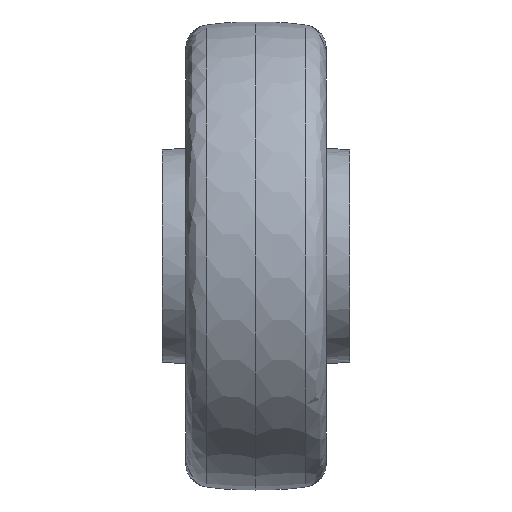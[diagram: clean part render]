
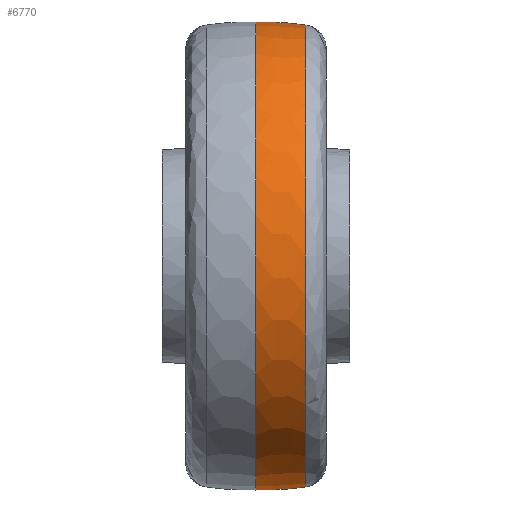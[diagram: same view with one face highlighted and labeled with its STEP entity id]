
A CAD part, front view. The second image highlights one B-rep face of the part: STEP entity #6770.
In plain terms, the highlighted toroidal (fillet/blend) face has major radius 24.98 mm and minor radius 100 mm.
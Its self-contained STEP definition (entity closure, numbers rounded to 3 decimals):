
#405 = CIRCLE ( 'NONE', #6300, 100. ) ;
#484 = DIRECTION ( 'NONE',  ( 0., 0., -1. ) ) ;
#610 = ORIENTED_EDGE ( 'NONE', *, *, #2551, .T. ) ;
#715 = CARTESIAN_POINT ( 'NONE',  ( 0., 0., -75. ) ) ;
#1498 = VERTEX_POINT ( 'NONE', #715 ) ;
#1699 = CARTESIAN_POINT ( 'NONE',  ( 16.007, 0., 0. ) ) ;
#1913 = DIRECTION ( 'NONE',  ( -1., 0., 0. ) ) ;
#1993 = CARTESIAN_POINT ( 'NONE',  ( 2.024, 0., 0. ) ) ;
#2132 = DIRECTION ( 'NONE',  ( 0., 0., 1. ) ) ;
#2153 = DIRECTION ( 'NONE',  ( 0., 1., 0. ) ) ;
#2283 = CIRCLE ( 'NONE', #4550, 75. ) ;
#2551 = EDGE_CURVE ( 'NONE', #5693, #7114, #5263, .T. ) ;
#2879 = AXIS2_PLACEMENT_3D ( 'NONE', #7539, #3942, #484 ) ;
#2934 = EDGE_LOOP ( 'NONE', ( #3157, #3686, #610, #7487 ) ) ;
#3157 = ORIENTED_EDGE ( 'NONE', *, *, #5050, .F. ) ;
#3299 = CARTESIAN_POINT ( 'NONE',  ( 2.024, 0., 24.98 ) ) ;
#3601 = FACE_OUTER_BOUND ( 'NONE', #2934, .T. ) ;
#3686 = ORIENTED_EDGE ( 'NONE', *, *, #7725, .T. ) ;
#3942 = DIRECTION ( 'NONE',  ( 0., -1., 0. ) ) ;
#4340 = TOROIDAL_SURFACE ( 'NONE', #5339, -24.98, 100. ) ;
#4550 = AXIS2_PLACEMENT_3D ( 'NONE', #6136, #6676, #7262 ) ;
#4910 = EDGE_CURVE ( 'NONE', #1498, #7114, #2283, .T. ) ;
#5014 = CARTESIAN_POINT ( 'NONE',  ( 0., 0., 75. ) ) ;
#5050 = EDGE_CURVE ( 'NONE', #6180, #1498, #405, .T. ) ;
#5263 = CIRCLE ( 'NONE', #2879, 100. ) ;
#5339 = AXIS2_PLACEMENT_3D ( 'NONE', #1993, #1913, #5621 ) ;
#5518 = CARTESIAN_POINT ( 'NONE',  ( 16.007, 0., 74.038 ) ) ;
#5621 = DIRECTION ( 'NONE',  ( 0., 0., 1. ) ) ;
#5690 = DIRECTION ( 'NONE',  ( 0., 0., 1. ) ) ;
#5693 = VERTEX_POINT ( 'NONE', #5518 ) ;
#6136 = CARTESIAN_POINT ( 'NONE',  ( 0., 0., 0. ) ) ;
#6180 = VERTEX_POINT ( 'NONE', #7454 ) ;
#6215 = AXIS2_PLACEMENT_3D ( 'NONE', #1699, #6341, #2132 ) ;
#6300 = AXIS2_PLACEMENT_3D ( 'NONE', #3299, #2153, #5690 ) ;
#6341 = DIRECTION ( 'NONE',  ( -1., 0., 0. ) ) ;
#6676 = DIRECTION ( 'NONE',  ( -1., 0., 0. ) ) ;
#6770 = ADVANCED_FACE ( 'NONE', ( #3601 ), #4340, .T. ) ;
#7114 = VERTEX_POINT ( 'NONE', #5014 ) ;
#7262 = DIRECTION ( 'NONE',  ( 0., 0., 1. ) ) ;
#7454 = CARTESIAN_POINT ( 'NONE',  ( 16.007, 0., -74.038 ) ) ;
#7487 = ORIENTED_EDGE ( 'NONE', *, *, #4910, .F. ) ;
#7539 = CARTESIAN_POINT ( 'NONE',  ( 2.024, 0., -24.98 ) ) ;
#7708 = CIRCLE ( 'NONE', #6215, 74.038 ) ;
#7725 = EDGE_CURVE ( 'NONE', #6180, #5693, #7708, .T. ) ;
